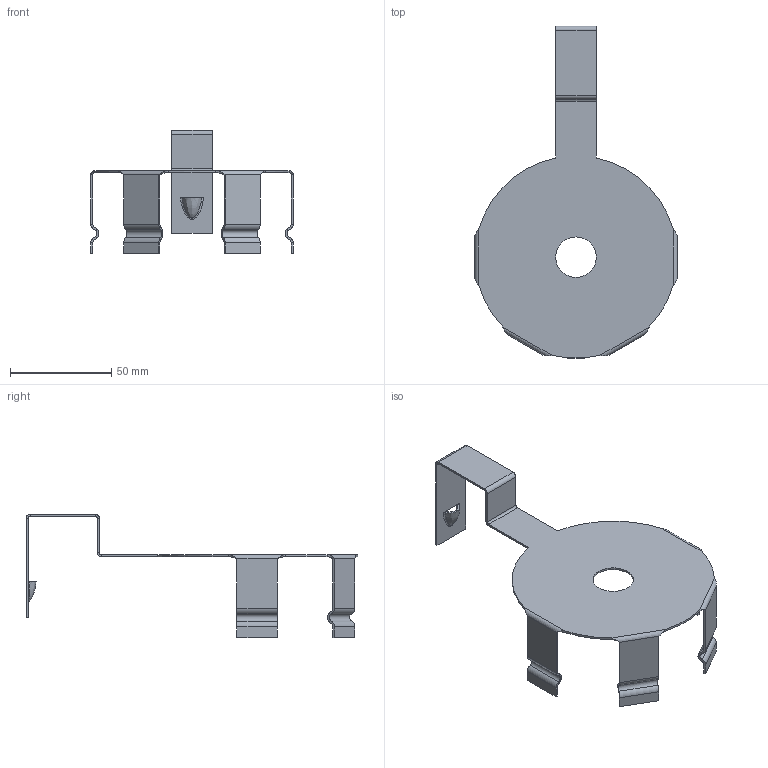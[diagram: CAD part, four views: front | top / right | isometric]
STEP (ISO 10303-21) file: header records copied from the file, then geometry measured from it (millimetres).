
FILE_DESCRIPTION(('produced by SPATIAL CORP'),'2;1');
FILE_NAME( 'speaker_brkt.prt.hh.sat.stp','2002-04-19T14:10:49+00:00',('SPATIAL CORP'),('SPATIAL CORP'), 'ACIS STEP Husk','http://www.spatial.com','SPATIAL CORP');
FILE_SCHEMA(('CONFIG_CONTROL_DESIGN'));
Length unit declared in the file: millimetre
Products named in the file (1): PRODUCT_ID_1
Bounding box: 99.98 x 164.04 x 61 mm (x, y, z)
Volume: 13632.7 mm3; surface area: 28220 mm2
Topology: 1 solids, 1 shells, 144 faces, 298 edges, 156 vertices
Faces by surface type: plane 84, cylinder 45, bspline 15
Entity records: 10497 total; most frequent: CARTESIAN_POINT 7690, ORIENTED_EDGE 596, DIRECTION 498, EDGE_CURVE 298, VECTOR 178, LINE 178, AXIS2_PLACEMENT_3D 160, VERTEX_POINT 156
